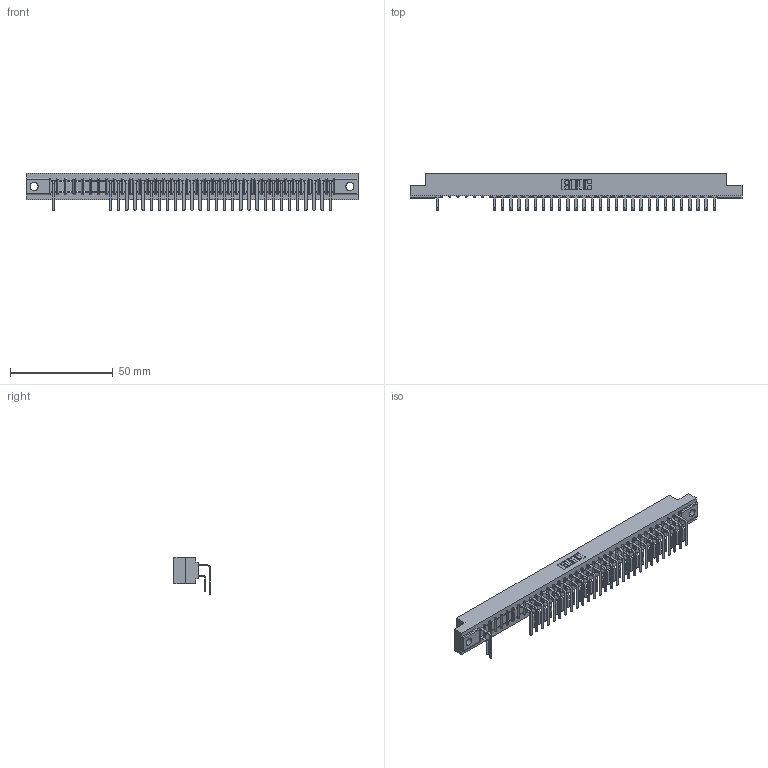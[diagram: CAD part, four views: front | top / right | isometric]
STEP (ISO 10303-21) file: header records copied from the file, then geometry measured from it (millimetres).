
FILE_DESCRIPTION (( 'STEP AP203' ), '1' );
FILE_NAME ('307-070-559-204.STEP', '2018-08-06T13:25:16', ( '' ), ( '' ), 'SwSTEP 2.0', 'SolidWorks 2016', '' );
FILE_SCHEMA (( 'CONFIG_CONTROL_DESIGN' ));
Length unit declared in the file: inch
Products named in the file (4): 307-290-001_559 - 2 (Single); 307-070-559-204; 307 Part_.156 Dia Mounting Holes; 307-290-001_558 559 - 1 (Single)
Assembly tree (58 placements, depth 2):
  307-070-559-204
    307 Part_.156 Dia Mounting Holes
    307-290-001_558 559 - 1 (Single)  x28
    307-290-001_559 - 2 (Single)  x29
Bounding box: 161.7 x 17.69 x 18.07 mm (x, y, z)
Volume: 17125 mm3; surface area: 21023.2 mm2
Topology: 58 solids, 58 shells, 3148 faces, 8869 edges, 5738 vertices
Faces by surface type: plane 2043, cylinder 1033, sphere 72
Entity records: 33437 total; most frequent: CARTESIAN_POINT 5534, ORIENTED_EDGE 5494, DIRECTION 5401, EDGE_CURVE 2747, VECTOR 2111, LINE 2111, VERTEX_POINT 1778, AXIS2_PLACEMENT_3D 1645
